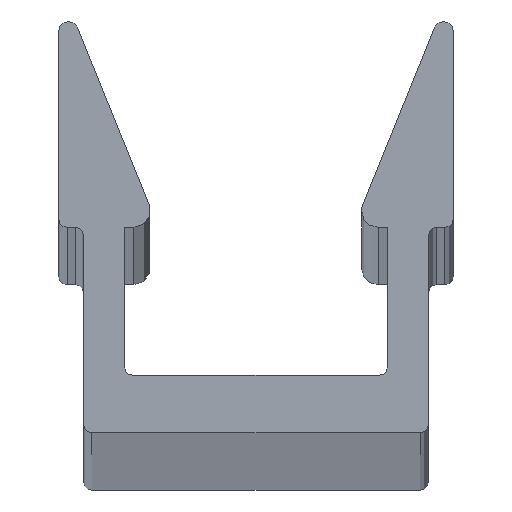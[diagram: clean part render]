
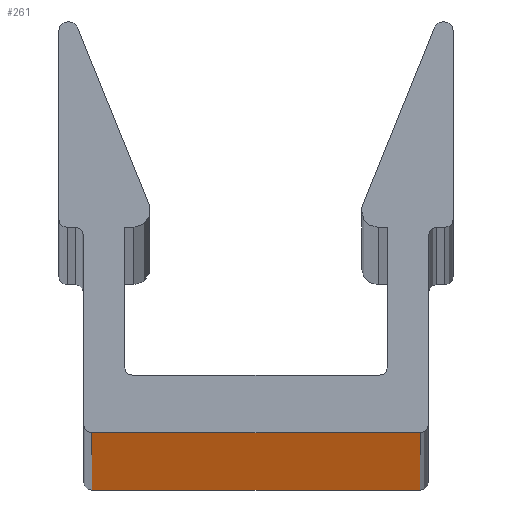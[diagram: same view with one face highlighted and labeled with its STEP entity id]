
A CAD part, top view. The second image highlights one B-rep face of the part: STEP entity #261.
In plain terms, the highlighted planar face has unit normal (0, -1, 0).
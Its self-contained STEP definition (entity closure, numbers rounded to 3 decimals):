
#254 = VERTEX_POINT ( 'NONE', #737 ) ;
#255 = EDGE_CURVE ( 'NONE', #264, #277, #736, .T. ) ;
#256 = ORIENTED_EDGE ( 'NONE', *, *, #285, .T. ) ;
#261 = ADVANCED_FACE ( 'NONE', ( #724 ), #719, .F. ) ;
#264 = VERTEX_POINT ( 'NONE', #710 ) ;
#274 = EDGE_LOOP ( 'NONE', ( #281, #275, #278, #256 ) ) ;
#275 = ORIENTED_EDGE ( 'NONE', *, *, #276, .F. ) ;
#276 = EDGE_CURVE ( 'NONE', #277, #283, #694, .T. ) ;
#277 = VERTEX_POINT ( 'NONE', #690 ) ;
#278 = ORIENTED_EDGE ( 'NONE', *, *, #255, .F. ) ;
#281 = ORIENTED_EDGE ( 'NONE', *, *, #282, .T. ) ;
#282 = EDGE_CURVE ( 'NONE', #254, #283, #687, .T. ) ;
#283 = VERTEX_POINT ( 'NONE', #1105 ) ;
#285 = EDGE_CURVE ( 'NONE', #264, #254, #1100, .T. ) ;
#684 = DIRECTION ( 'NONE',  ( 1., 0., 0. ) ) ;
#685 = VECTOR ( 'NONE', #684, 1000. ) ;
#686 = CARTESIAN_POINT ( 'NONE',  ( -2.54, 0., -254. ) ) ;
#687 = LINE ( 'NONE', #686, #685 ) ;
#690 = CARTESIAN_POINT ( 'NONE',  ( 2.54, 0., 254. ) ) ;
#691 = DIRECTION ( 'NONE',  ( 0., 0., -1. ) ) ;
#692 = VECTOR ( 'NONE', #691, 1000. ) ;
#693 = CARTESIAN_POINT ( 'NONE',  ( 2.54, 0., 254. ) ) ;
#694 = LINE ( 'NONE', #693, #692 ) ;
#710 = CARTESIAN_POINT ( 'NONE',  ( -2.54, 0., 254. ) ) ;
#715 = DIRECTION ( 'NONE',  ( 0., 0., 1. ) ) ;
#716 = DIRECTION ( 'NONE',  ( 0., 1., 0. ) ) ;
#717 = AXIS2_PLACEMENT_3D ( 'NONE', #718, #716, #715 ) ;
#718 = CARTESIAN_POINT ( 'NONE',  ( -2.54, 0., 254. ) ) ;
#719 = PLANE ( 'NONE',  #717 ) ;
#724 = FACE_OUTER_BOUND ( 'NONE', #274, .T. ) ;
#733 = DIRECTION ( 'NONE',  ( 1., 0., 0. ) ) ;
#734 = VECTOR ( 'NONE', #733, 1000. ) ;
#735 = CARTESIAN_POINT ( 'NONE',  ( -2.54, 0., 254. ) ) ;
#736 = LINE ( 'NONE', #735, #734 ) ;
#737 = CARTESIAN_POINT ( 'NONE',  ( -2.54, 0., -254. ) ) ;
#1097 = DIRECTION ( 'NONE',  ( 0., 0., -1. ) ) ;
#1098 = VECTOR ( 'NONE', #1097, 1000. ) ;
#1099 = CARTESIAN_POINT ( 'NONE',  ( -2.54, 0., 254. ) ) ;
#1100 = LINE ( 'NONE', #1099, #1098 ) ;
#1105 = CARTESIAN_POINT ( 'NONE',  ( 2.54, 0., -254. ) ) ;
